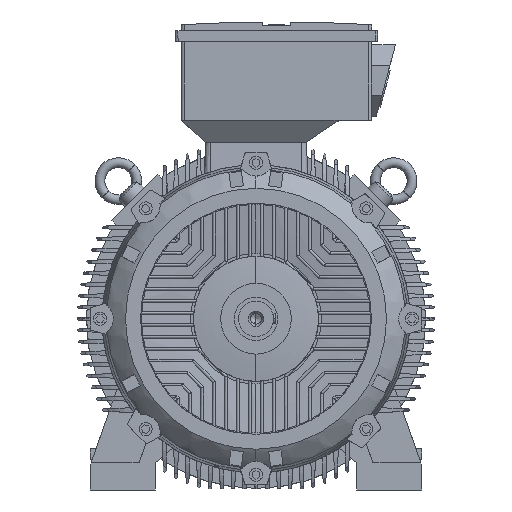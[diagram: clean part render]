
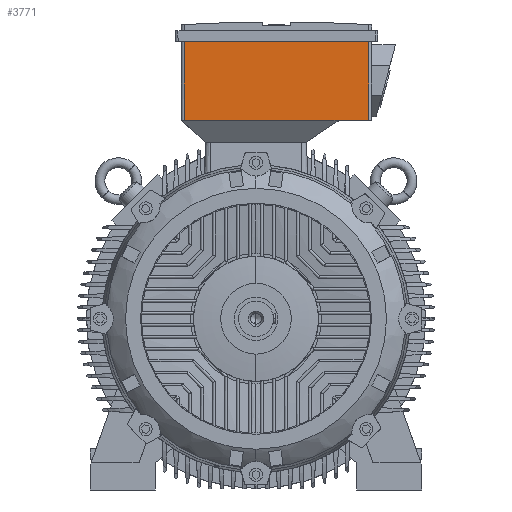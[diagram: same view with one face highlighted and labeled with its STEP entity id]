
A CAD part, left-side view. The second image highlights one B-rep face of the part: STEP entity #3771.
In plain terms, the highlighted planar face has unit normal (-1, 0, 0).
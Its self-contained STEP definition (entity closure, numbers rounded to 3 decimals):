
#3771=ADVANCED_FACE('',(#8596),#8597,.T.);
#8596=FACE_OUTER_BOUND('',#14482,.T.);
#8597=PLANE('',#14483);
#14482=EDGE_LOOP('',(#25985,#25986,#25987,#25988,#25989));
#14483=AXIS2_PLACEMENT_3D('',#25990,#25991,#25992);
#25985=ORIENTED_EDGE('',*,*,#39545,.T.);
#25986=ORIENTED_EDGE('',*,*,#39436,.T.);
#25987=ORIENTED_EDGE('',*,*,#39434,.T.);
#25988=ORIENTED_EDGE('',*,*,#39428,.T.);
#25989=ORIENTED_EDGE('',*,*,#39543,.F.);
#25990=CARTESIAN_POINT('',(5.0,-37.75,325.0));
#25991=DIRECTION('',(-1.0,0.0,0.0));
#25992=DIRECTION('',(0.0,-1.0,0.0));
#39428=EDGE_CURVE('',#48436,#48434,#48437,.T.);
#39434=EDGE_CURVE('',#48443,#48436,#48445,.T.);
#39436=EDGE_CURVE('',#48447,#48443,#48448,.T.);
#39543=EDGE_CURVE('',#48588,#48434,#48590,.T.);
#39545=EDGE_CURVE('',#48588,#48447,#48592,.T.);
#48434=VERTEX_POINT('',#67043);
#48436=VERTEX_POINT('',#67045);
#48437=LINE('',#67046,#67047);
#48443=VERTEX_POINT('',#67054);
#48445=LINE('',#67056,#67057);
#48447=VERTEX_POINT('',#67059);
#48448=LINE('',#67060,#67061);
#48588=VERTEX_POINT('',#67320);
#48590=LINE('',#67322,#67323);
#48592=LINE('',#67325,#67326);
#67043=CARTESIAN_POINT('',(5.0,132.25,510.0));
#67045=CARTESIAN_POINT('',(5.0,-207.75,510.0));
#67046=CARTESIAN_POINT('',(5.0,-37.75,510.0));
#67047=VECTOR('',#89875,1.0);
#67054=CARTESIAN_POINT('',(5.0,-207.75,365.0));
#67056=CARTESIAN_POINT('',(5.0,-207.75,325.0));
#67057=VECTOR('',#89886,1.0);
#67059=CARTESIAN_POINT('',(5.0,-152.75,365.0));
#67060=CARTESIAN_POINT('',(5.0,49.75,365.0));
#67061=VECTOR('',#89887,1.0);
#67320=CARTESIAN_POINT('',(5.0,132.25,365.0));
#67322=CARTESIAN_POINT('',(5.0,132.25,325.0));
#67323=VECTOR('',#90029,1.0);
#67325=CARTESIAN_POINT('',(5.0,49.75,365.0));
#67326=VECTOR('',#90030,1.0);
#89875=DIRECTION('',(0.0,1.0,-0.0));
#89886=DIRECTION('',(0.0,0.0,1.0));
#89887=DIRECTION('',(0.0,-1.0,0.0));
#90029=DIRECTION('',(0.0,0.0,1.0));
#90030=DIRECTION('',(0.0,-1.0,0.0));
